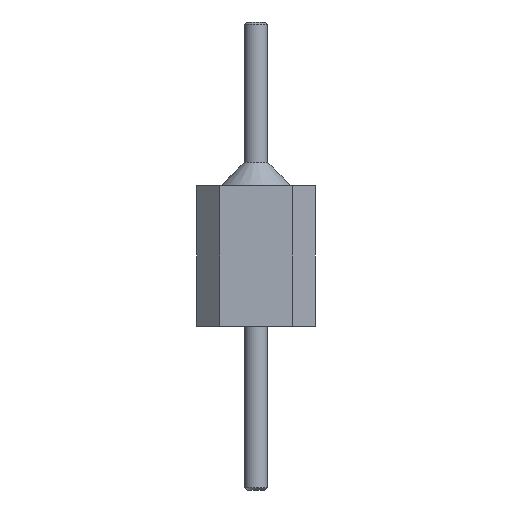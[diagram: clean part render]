
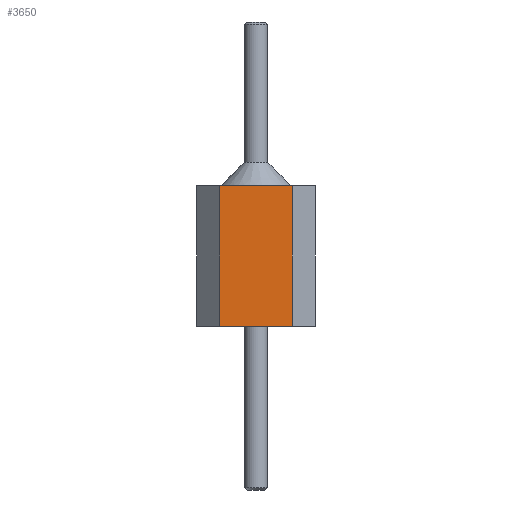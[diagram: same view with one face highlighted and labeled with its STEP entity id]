
A CAD part, front view. The second image highlights one B-rep face of the part: STEP entity #3650.
In plain terms, the highlighted planar face has unit normal (0, -1, 0).
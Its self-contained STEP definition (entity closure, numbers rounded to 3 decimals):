
#94 = PLANE('',#95);
#95 = AXIS2_PLACEMENT_3D('',#96,#97,#98);
#96 = CARTESIAN_POINT('',(0.,24.13,3.));
#97 = DIRECTION('',(0.,0.,1.));
#98 = DIRECTION('',(0.,1.,0.));
#148 = PLANE('',#149);
#149 = AXIS2_PLACEMENT_3D('',#150,#151,#152);
#150 = CARTESIAN_POINT('',(0.,24.13,
    0.));
#151 = DIRECTION('',(0.,0.,-1.));
#152 = DIRECTION('',(0.,-1.,0.));
#3390 = PLANE('',#3391);
#3391 = AXIS2_PLACEMENT_3D('',#3392,#3393,#3394);
#3392 = CARTESIAN_POINT('',(-1.27,-0.775,0.));
#3393 = DIRECTION('',(0.707,0.707,0.));
#3394 = DIRECTION('',(0.707,-0.707,0.));
#3504 = VERTEX_POINT('',#3505);
#3505 = CARTESIAN_POINT('',(-0.775,-1.27,3.));
#3526 = EDGE_CURVE('',#3527,#3504,#3529,.T.);
#3527 = VERTEX_POINT('',#3528);
#3528 = CARTESIAN_POINT('',(-0.775,-1.27,0.));
#3529 = SURFACE_CURVE('',#3530,(#3534,#3541),.PCURVE_S1.);
#3530 = LINE('',#3531,#3532);
#3531 = CARTESIAN_POINT('',(-0.775,-1.27,0.));
#3532 = VECTOR('',#3533,1.);
#3533 = DIRECTION('',(0.,0.,1.));
#3534 = PCURVE('',#3390,#3535);
#3535 = DEFINITIONAL_REPRESENTATION('',(#3536),#3540);
#3536 = LINE('',#3537,#3538);
#3537 = CARTESIAN_POINT('',(0.7,0.));
#3538 = VECTOR('',#3539,1.);
#3539 = DIRECTION('',(0.,-1.));
#3540 = ( GEOMETRIC_REPRESENTATION_CONTEXT(2) 
PARAMETRIC_REPRESENTATION_CONTEXT() REPRESENTATION_CONTEXT('2D SPACE',''
  ) );
#3541 = PCURVE('',#3542,#3547);
#3542 = PLANE('',#3543);
#3543 = AXIS2_PLACEMENT_3D('',#3544,#3545,#3546);
#3544 = CARTESIAN_POINT('',(-0.775,-1.27,0.));
#3545 = DIRECTION('',(0.,1.,0.));
#3546 = DIRECTION('',(1.,0.,0.));
#3547 = DEFINITIONAL_REPRESENTATION('',(#3548),#3552);
#3548 = LINE('',#3549,#3550);
#3549 = CARTESIAN_POINT('',(0.,0.));
#3550 = VECTOR('',#3551,1.);
#3551 = DIRECTION('',(0.,-1.));
#3552 = ( GEOMETRIC_REPRESENTATION_CONTEXT(2) 
PARAMETRIC_REPRESENTATION_CONTEXT() REPRESENTATION_CONTEXT('2D SPACE',''
  ) );
#3650 = ADVANCED_FACE('',(#3651),#3542,.F.);
#3651 = FACE_BOUND('',#3652,.F.);
#3652 = EDGE_LOOP('',(#3653,#3654,#3677,#3705));
#3653 = ORIENTED_EDGE('',*,*,#3526,.T.);
#3654 = ORIENTED_EDGE('',*,*,#3655,.T.);
#3655 = EDGE_CURVE('',#3504,#3656,#3658,.T.);
#3656 = VERTEX_POINT('',#3657);
#3657 = CARTESIAN_POINT('',(0.775,-1.27,3.));
#3658 = SURFACE_CURVE('',#3659,(#3663,#3670),.PCURVE_S1.);
#3659 = LINE('',#3660,#3661);
#3660 = CARTESIAN_POINT('',(-0.775,-1.27,3.));
#3661 = VECTOR('',#3662,1.);
#3662 = DIRECTION('',(1.,0.,0.));
#3663 = PCURVE('',#3542,#3664);
#3664 = DEFINITIONAL_REPRESENTATION('',(#3665),#3669);
#3665 = LINE('',#3666,#3667);
#3666 = CARTESIAN_POINT('',(0.,-3.));
#3667 = VECTOR('',#3668,1.);
#3668 = DIRECTION('',(1.,0.));
#3669 = ( GEOMETRIC_REPRESENTATION_CONTEXT(2) 
PARAMETRIC_REPRESENTATION_CONTEXT() REPRESENTATION_CONTEXT('2D SPACE',''
  ) );
#3670 = PCURVE('',#94,#3671);
#3671 = DEFINITIONAL_REPRESENTATION('',(#3672),#3676);
#3672 = LINE('',#3673,#3674);
#3673 = CARTESIAN_POINT('',(-25.4,0.775));
#3674 = VECTOR('',#3675,1.);
#3675 = DIRECTION('',(0.,-1.));
#3676 = ( GEOMETRIC_REPRESENTATION_CONTEXT(2) 
PARAMETRIC_REPRESENTATION_CONTEXT() REPRESENTATION_CONTEXT('2D SPACE',''
  ) );
#3677 = ORIENTED_EDGE('',*,*,#3678,.F.);
#3678 = EDGE_CURVE('',#3679,#3656,#3681,.T.);
#3679 = VERTEX_POINT('',#3680);
#3680 = CARTESIAN_POINT('',(0.775,-1.27,0.));
#3681 = SURFACE_CURVE('',#3682,(#3686,#3693),.PCURVE_S1.);
#3682 = LINE('',#3683,#3684);
#3683 = CARTESIAN_POINT('',(0.775,-1.27,0.));
#3684 = VECTOR('',#3685,1.);
#3685 = DIRECTION('',(0.,0.,1.));
#3686 = PCURVE('',#3542,#3687);
#3687 = DEFINITIONAL_REPRESENTATION('',(#3688),#3692);
#3688 = LINE('',#3689,#3690);
#3689 = CARTESIAN_POINT('',(1.55,0.));
#3690 = VECTOR('',#3691,1.);
#3691 = DIRECTION('',(0.,-1.));
#3692 = ( GEOMETRIC_REPRESENTATION_CONTEXT(2) 
PARAMETRIC_REPRESENTATION_CONTEXT() REPRESENTATION_CONTEXT('2D SPACE',''
  ) );
#3693 = PCURVE('',#3694,#3699);
#3694 = PLANE('',#3695);
#3695 = AXIS2_PLACEMENT_3D('',#3696,#3697,#3698);
#3696 = CARTESIAN_POINT('',(0.775,-1.27,0.));
#3697 = DIRECTION('',(-0.707,0.707,0.));
#3698 = DIRECTION('',(0.707,0.707,0.));
#3699 = DEFINITIONAL_REPRESENTATION('',(#3700),#3704);
#3700 = LINE('',#3701,#3702);
#3701 = CARTESIAN_POINT('',(0.,0.));
#3702 = VECTOR('',#3703,1.);
#3703 = DIRECTION('',(0.,-1.));
#3704 = ( GEOMETRIC_REPRESENTATION_CONTEXT(2) 
PARAMETRIC_REPRESENTATION_CONTEXT() REPRESENTATION_CONTEXT('2D SPACE',''
  ) );
#3705 = ORIENTED_EDGE('',*,*,#3706,.F.);
#3706 = EDGE_CURVE('',#3527,#3679,#3707,.T.);
#3707 = SURFACE_CURVE('',#3708,(#3712,#3719),.PCURVE_S1.);
#3708 = LINE('',#3709,#3710);
#3709 = CARTESIAN_POINT('',(-0.775,-1.27,0.));
#3710 = VECTOR('',#3711,1.);
#3711 = DIRECTION('',(1.,0.,0.));
#3712 = PCURVE('',#3542,#3713);
#3713 = DEFINITIONAL_REPRESENTATION('',(#3714),#3718);
#3714 = LINE('',#3715,#3716);
#3715 = CARTESIAN_POINT('',(0.,0.));
#3716 = VECTOR('',#3717,1.);
#3717 = DIRECTION('',(1.,0.));
#3718 = ( GEOMETRIC_REPRESENTATION_CONTEXT(2) 
PARAMETRIC_REPRESENTATION_CONTEXT() REPRESENTATION_CONTEXT('2D SPACE',''
  ) );
#3719 = PCURVE('',#148,#3720);
#3720 = DEFINITIONAL_REPRESENTATION('',(#3721),#3725);
#3721 = LINE('',#3722,#3723);
#3722 = CARTESIAN_POINT('',(25.4,0.775));
#3723 = VECTOR('',#3724,1.);
#3724 = DIRECTION('',(0.,-1.));
#3725 = ( GEOMETRIC_REPRESENTATION_CONTEXT(2) 
PARAMETRIC_REPRESENTATION_CONTEXT() REPRESENTATION_CONTEXT('2D SPACE',''
  ) );
